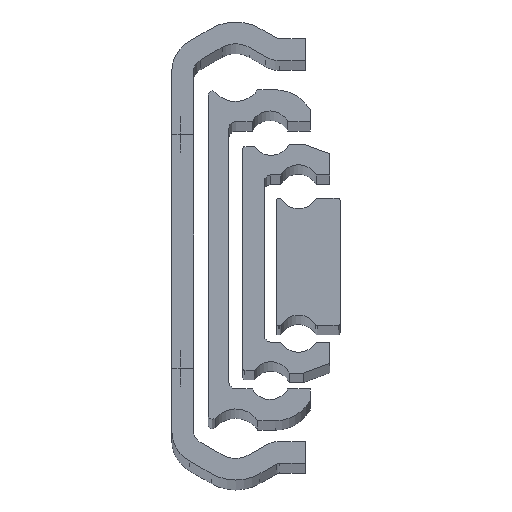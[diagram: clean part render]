
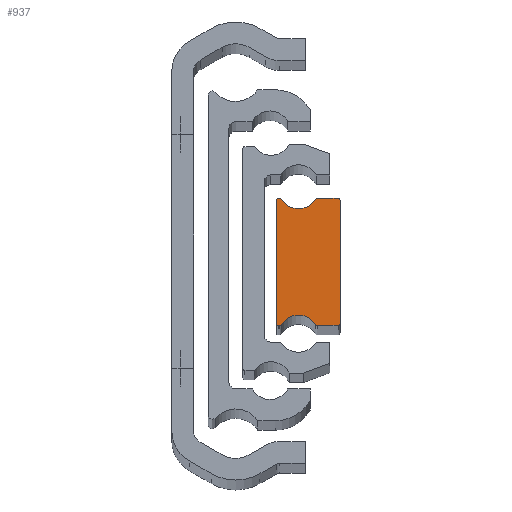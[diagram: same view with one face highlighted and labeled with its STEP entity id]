
A CAD part, top view. The second image highlights one B-rep face of the part: STEP entity #937.
In plain terms, the highlighted planar face has unit normal (0, 0, 1).
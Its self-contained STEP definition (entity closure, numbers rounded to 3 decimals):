
#160 = CIRCLE ( 'NONE', #984, 0.2 ) ;
#163 = CIRCLE ( 'NONE', #988, 0.3 ) ;
#168 = CIRCLE ( 'NONE', #989, 3.04 ) ;
#170 = CIRCLE ( 'NONE', #985, 0.3 ) ;
#180 = CIRCLE ( 'NONE', #995, 0.3 ) ;
#198 = VECTOR ( 'NONE', #2356, 1000. ) ;
#211 = CIRCLE ( 'NONE', #1005, 0.2 ) ;
#213 = LINE ( 'NONE', #2112, #198 ) ;
#275 = CIRCLE ( 'NONE', #1020, 3.04 ) ;
#281 = LINE ( 'NONE', #1918, #282 ) ;
#282 = VECTOR ( 'NONE', #1919, 1000. ) ;
#294 = LINE ( 'NONE', #2176, #300 ) ;
#300 = VECTOR ( 'NONE', #2179, 1000. ) ;
#309 = LINE ( 'NONE', #2092, #310 ) ;
#310 = VECTOR ( 'NONE', #2337, 1000. ) ;
#314 = LINE ( 'NONE', #2089, #320 ) ;
#315 = VECTOR ( 'NONE', #1976, 1000. ) ;
#320 = VECTOR ( 'NONE', #2078, 1000. ) ;
#323 = CIRCLE ( 'NONE', #1031, 0.3 ) ;
#328 = LINE ( 'NONE', #2079, #315 ) ;
#586 = EDGE_CURVE ( 'NONE', #2062, #2376, #160, .T. ) ;
#588 = EDGE_CURVE ( 'NONE', #1840, #2039, #163, .T. ) ;
#592 = EDGE_CURVE ( 'NONE', #2039, #2022, #168, .T. ) ;
#594 = EDGE_CURVE ( 'NONE', #2022, #2063, #170, .T. ) ;
#601 = EDGE_CURVE ( 'NONE', #1946, #1924, #180, .T. ) ;
#620 = EDGE_CURVE ( 'NONE', #1926, #2049, #211, .T. ) ;
#623 = EDGE_CURVE ( 'NONE', #1924, #1949, #213, .T. ) ;
#660 = EDGE_CURVE ( 'NONE', #1947, #2007, #275, .T. ) ;
#665 = EDGE_CURVE ( 'NONE', #2063, #2060, #281, .T. ) ;
#679 = EDGE_CURVE ( 'NONE', #2049, #2062, #294, .T. ) ;
#686 = EDGE_CURVE ( 'NONE', #2017, #1946, #309, .T. ) ;
#689 = EDGE_CURVE ( 'NONE', #1949, #1947, #323, .T. ) ;
#690 = EDGE_CURVE ( 'NONE', #2376, #1840, #314, .T. ) ;
#694 = EDGE_CURVE ( 'NONE', #2038, #1926, #328, .T. ) ;
#937 = ADVANCED_FACE ( 'NONE', ( #4052 ), #3697, .T. ) ;
#984 = AXIS2_PLACEMENT_3D ( 'NONE', #2315, #2202, #2351 ) ;
#985 = AXIS2_PLACEMENT_3D ( 'NONE', #2236, #2226, #2336 ) ;
#988 = AXIS2_PLACEMENT_3D ( 'NONE', #2350, #2340, #2339 ) ;
#989 = AXIS2_PLACEMENT_3D ( 'NONE', #2344, #2239, #2240 ) ;
#995 = AXIS2_PLACEMENT_3D ( 'NONE', #2114, #2121, #2117 ) ;
#1005 = AXIS2_PLACEMENT_3D ( 'NONE', #2181, #2247, #2378 ) ;
#1020 = AXIS2_PLACEMENT_3D ( 'NONE', #2371, #2312, #2272 ) ;
#1031 = AXIS2_PLACEMENT_3D ( 'NONE', #2360, #2338, #1846 ) ;
#1163 = AXIS2_PLACEMENT_3D ( 'NONE', #3696, #3699, #3700 ) ;
#1218 = AXIS2_PLACEMENT_3D ( 'NONE', #3904, #3901, #3906 ) ;
#1221 = AXIS2_PLACEMENT_3D ( 'NONE', #1278, #1280, #1281 ) ;
#1278 = CARTESIAN_POINT ( 'NONE',  ( 10.68, 9.2, 801.5 ) ) ;
#1280 = DIRECTION ( 'NONE',  ( 0., 0., 1. ) ) ;
#1281 = DIRECTION ( 'NONE',  ( 1., 0., 0. ) ) ;
#1309 = CARTESIAN_POINT ( 'NONE',  ( 10.68, -9.5, 801.5 ) ) ;
#1319 = CARTESIAN_POINT ( 'NONE',  ( 19.45, 9.5, 801.5 ) ) ;
#1320 = CARTESIAN_POINT ( 'NONE',  ( 10.45, 9.5, 801.5 ) ) ;
#1325 = CARTESIAN_POINT ( 'NONE',  ( 19.75, 9.2, 801.5 ) ) ;
#1326 = CARTESIAN_POINT ( 'NONE',  ( 16.067, 9.361, 801.5 ) ) ;
#1328 = CARTESIAN_POINT ( 'NONE',  ( 16.32, 9.5, 801.5 ) ) ;
#1347 = CARTESIAN_POINT ( 'NONE',  ( 10.933, 9.361, 801.5 ) ) ;
#1349 = CARTESIAN_POINT ( 'NONE',  ( 19.75, -9.2, 801.5 ) ) ;
#1354 = CARTESIAN_POINT ( 'NONE',  ( 16.067, -9.361, 801.5 ) ) ;
#1363 = CARTESIAN_POINT ( 'NONE',  ( 10.68, 9.5, 801.5 ) ) ;
#1364 = CARTESIAN_POINT ( 'NONE',  ( 10.933, -9.361, 801.5 ) ) ;
#1367 = CARTESIAN_POINT ( 'NONE',  ( 10.25, 9.3, 801.5 ) ) ;
#1372 = CARTESIAN_POINT ( 'NONE',  ( 19.45, -9.5, 801.5 ) ) ;
#1373 = CARTESIAN_POINT ( 'NONE',  ( 10.25, -9.3, 801.5 ) ) ;
#1374 = CARTESIAN_POINT ( 'NONE',  ( 16.32, -9.5, 801.5 ) ) ;
#1408 = CARTESIAN_POINT ( 'NONE',  ( 10.45, -9.5, 801.5 ) ) ;
#1767 = EDGE_CURVE ( 'NONE', #2060, #2017, #4185, .T. ) ;
#1794 = EDGE_CURVE ( 'NONE', #2007, #2038, #4204, .T. ) ;
#1840 = VERTEX_POINT ( 'NONE', #1309 ) ;
#1846 = DIRECTION ( 'NONE',  ( 1., 0., 0. ) ) ;
#1918 = CARTESIAN_POINT ( 'NONE',  ( 16.32, -9.5, 801.5 ) ) ;
#1919 = DIRECTION ( 'NONE',  ( 1., 0., 0. ) ) ;
#1924 = VERTEX_POINT ( 'NONE', #1319 ) ;
#1926 = VERTEX_POINT ( 'NONE', #1320 ) ;
#1946 = VERTEX_POINT ( 'NONE', #1325 ) ;
#1947 = VERTEX_POINT ( 'NONE', #1326 ) ;
#1949 = VERTEX_POINT ( 'NONE', #1328 ) ;
#1976 = DIRECTION ( 'NONE',  ( -1., 0., 0. ) ) ;
#2007 = VERTEX_POINT ( 'NONE', #1347 ) ;
#2017 = VERTEX_POINT ( 'NONE', #1349 ) ;
#2022 = VERTEX_POINT ( 'NONE', #1354 ) ;
#2038 = VERTEX_POINT ( 'NONE', #1363 ) ;
#2039 = VERTEX_POINT ( 'NONE', #1364 ) ;
#2049 = VERTEX_POINT ( 'NONE', #1367 ) ;
#2060 = VERTEX_POINT ( 'NONE', #1372 ) ;
#2062 = VERTEX_POINT ( 'NONE', #1373 ) ;
#2063 = VERTEX_POINT ( 'NONE', #1374 ) ;
#2078 = DIRECTION ( 'NONE',  ( 1., 0., 0. ) ) ;
#2079 = CARTESIAN_POINT ( 'NONE',  ( 10.68, 9.5, 801.5 ) ) ;
#2089 = CARTESIAN_POINT ( 'NONE',  ( 10.45, -9.5, 801.5 ) ) ;
#2092 = CARTESIAN_POINT ( 'NONE',  ( 19.75, -9.2, 801.5 ) ) ;
#2112 = CARTESIAN_POINT ( 'NONE',  ( 19.45, 9.5, 801.5 ) ) ;
#2114 = CARTESIAN_POINT ( 'NONE',  ( 19.45, 9.2, 801.5 ) ) ;
#2117 = DIRECTION ( 'NONE',  ( 1., 0., 0. ) ) ;
#2121 = DIRECTION ( 'NONE',  ( 0., 0., 1. ) ) ;
#2176 = CARTESIAN_POINT ( 'NONE',  ( 10.25, 9.3, 801.5 ) ) ;
#2179 = DIRECTION ( 'NONE',  ( 0., -1., 0. ) ) ;
#2181 = CARTESIAN_POINT ( 'NONE',  ( 10.45, 9.3, 801.5 ) ) ;
#2202 = DIRECTION ( 'NONE',  ( 0., 0., 1. ) ) ;
#2226 = DIRECTION ( 'NONE',  ( 0., 0., 1. ) ) ;
#2236 = CARTESIAN_POINT ( 'NONE',  ( 16.32, -9.2, 801.5 ) ) ;
#2239 = DIRECTION ( 'NONE',  ( 0., 0., -1. ) ) ;
#2240 = DIRECTION ( 'NONE',  ( 1., 0., 0. ) ) ;
#2247 = DIRECTION ( 'NONE',  ( 0., 0., 1. ) ) ;
#2272 = DIRECTION ( 'NONE',  ( 1., 0., 0. ) ) ;
#2312 = DIRECTION ( 'NONE',  ( 0., 0., -1. ) ) ;
#2315 = CARTESIAN_POINT ( 'NONE',  ( 10.45, -9.3, 801.5 ) ) ;
#2336 = DIRECTION ( 'NONE',  ( 1., 0., 0. ) ) ;
#2337 = DIRECTION ( 'NONE',  ( 0., 1., 0. ) ) ;
#2338 = DIRECTION ( 'NONE',  ( 0., 0., 1. ) ) ;
#2339 = DIRECTION ( 'NONE',  ( 1., 0., 0. ) ) ;
#2340 = DIRECTION ( 'NONE',  ( 0., 0., 1. ) ) ;
#2344 = CARTESIAN_POINT ( 'NONE',  ( 13.5, -10.99, 801.5 ) ) ;
#2350 = CARTESIAN_POINT ( 'NONE',  ( 10.68, -9.2, 801.5 ) ) ;
#2351 = DIRECTION ( 'NONE',  ( 1., 0., 0. ) ) ;
#2356 = DIRECTION ( 'NONE',  ( -1., 0., 0. ) ) ;
#2360 = CARTESIAN_POINT ( 'NONE',  ( 16.32, 9.2, 801.5 ) ) ;
#2371 = CARTESIAN_POINT ( 'NONE',  ( 13.5, 10.99, 801.5 ) ) ;
#2376 = VERTEX_POINT ( 'NONE', #1408 ) ;
#2378 = DIRECTION ( 'NONE',  ( 1., 0., 0. ) ) ;
#2400 = ORIENTED_EDGE ( 'NONE', *, *, #690, .T. ) ;
#2406 = ORIENTED_EDGE ( 'NONE', *, *, #588, .T. ) ;
#2412 = ORIENTED_EDGE ( 'NONE', *, *, #592, .T. ) ;
#2450 = ORIENTED_EDGE ( 'NONE', *, *, #665, .T. ) ;
#2580 = ORIENTED_EDGE ( 'NONE', *, *, #1767, .T. ) ;
#2582 = ORIENTED_EDGE ( 'NONE', *, *, #686, .T. ) ;
#2604 = ORIENTED_EDGE ( 'NONE', *, *, #694, .T. ) ;
#2605 = ORIENTED_EDGE ( 'NONE', *, *, #620, .T. ) ;
#2606 = ORIENTED_EDGE ( 'NONE', *, *, #679, .T. ) ;
#2619 = ORIENTED_EDGE ( 'NONE', *, *, #594, .T. ) ;
#2659 = ORIENTED_EDGE ( 'NONE', *, *, #586, .T. ) ;
#2709 = ORIENTED_EDGE ( 'NONE', *, *, #1794, .T. ) ;
#2711 = ORIENTED_EDGE ( 'NONE', *, *, #660, .T. ) ;
#2714 = ORIENTED_EDGE ( 'NONE', *, *, #601, .T. ) ;
#2715 = ORIENTED_EDGE ( 'NONE', *, *, #623, .T. ) ;
#2719 = ORIENTED_EDGE ( 'NONE', *, *, #689, .T. ) ;
#2863 = EDGE_LOOP ( 'NONE', ( #2714, #2715, #2719, #2711, #2709, #2604, #2605, #2606, #2659, #2400, #2406, #2412, #2619, #2450, #2580, #2582 ) ) ;
#3696 = CARTESIAN_POINT ( 'NONE',  ( 19.45, 9.2, 801.5 ) ) ;
#3697 = PLANE ( 'NONE',  #1163 ) ;
#3699 = DIRECTION ( 'NONE',  ( 0., 0., 1. ) ) ;
#3700 = DIRECTION ( 'NONE',  ( 1., 0., 0. ) ) ;
#3901 = DIRECTION ( 'NONE',  ( 0., 0., 1. ) ) ;
#3904 = CARTESIAN_POINT ( 'NONE',  ( 19.45, -9.2, 801.5 ) ) ;
#3906 = DIRECTION ( 'NONE',  ( 1., 0., 0. ) ) ;
#4052 = FACE_OUTER_BOUND ( 'NONE', #2863, .T. ) ;
#4185 = CIRCLE ( 'NONE', #1218, 0.3 ) ;
#4204 = CIRCLE ( 'NONE', #1221, 0.3 ) ;
